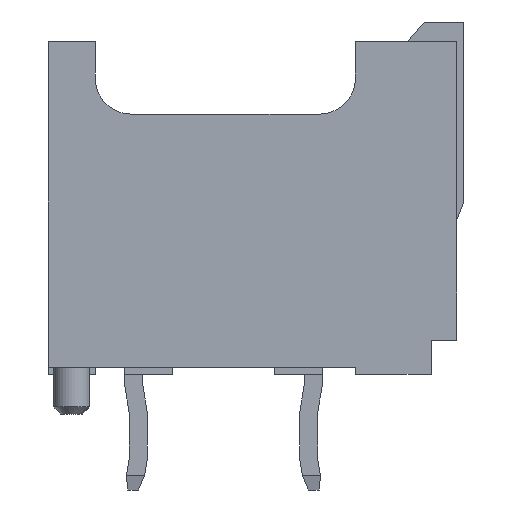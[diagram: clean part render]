
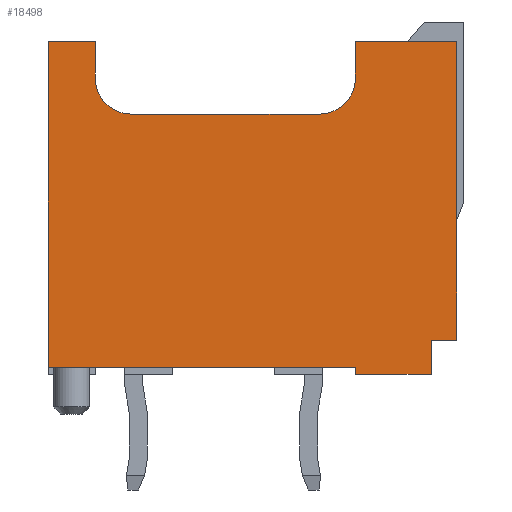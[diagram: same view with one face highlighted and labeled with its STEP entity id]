
A CAD part, left-side view. The second image highlights one B-rep face of the part: STEP entity #18498.
In plain terms, the highlighted face is planar.
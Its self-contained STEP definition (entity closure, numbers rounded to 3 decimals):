
#31=CIRCLE('',#19250,1.);
#32=CIRCLE('',#19251,1.);
#872=ORIENTED_EDGE('',*,*,#4370,.T.);
#873=ORIENTED_EDGE('',*,*,#4371,.T.);
#874=ORIENTED_EDGE('',*,*,#4340,.T.);
#875=ORIENTED_EDGE('',*,*,#4336,.F.);
#876=ORIENTED_EDGE('',*,*,#4372,.F.);
#877=ORIENTED_EDGE('',*,*,#4373,.F.);
#878=ORIENTED_EDGE('',*,*,#4374,.F.);
#879=ORIENTED_EDGE('',*,*,#4298,.F.);
#880=ORIENTED_EDGE('',*,*,#4375,.F.);
#881=ORIENTED_EDGE('',*,*,#4376,.F.);
#882=ORIENTED_EDGE('',*,*,#4377,.F.);
#883=ORIENTED_EDGE('',*,*,#4378,.F.);
#884=ORIENTED_EDGE('',*,*,#4379,.F.);
#885=ORIENTED_EDGE('',*,*,#4380,.F.);
#4298=EDGE_CURVE('',#6069,#6062,#7442,.T.);
#4336=EDGE_CURVE('',#6095,#6092,#7476,.T.);
#4340=EDGE_CURVE('',#6097,#6092,#7480,.T.);
#4370=EDGE_CURVE('',#6115,#6116,#7510,.T.);
#4371=EDGE_CURVE('',#6116,#6097,#7511,.T.);
#4372=EDGE_CURVE('',#6117,#6095,#7512,.T.);
#4373=EDGE_CURVE('',#6118,#6117,#7513,.T.);
#4374=EDGE_CURVE('',#6062,#6118,#7514,.T.);
#4375=EDGE_CURVE('',#6119,#6069,#7515,.T.);
#4376=EDGE_CURVE('',#6120,#6119,#31,.T.);
#4377=EDGE_CURVE('',#6121,#6120,#7516,.T.);
#4378=EDGE_CURVE('',#6122,#6121,#32,.T.);
#4379=EDGE_CURVE('',#6123,#6122,#7517,.T.);
#4380=EDGE_CURVE('',#6115,#6123,#7518,.T.);
#6062=VERTEX_POINT('',#24112);
#6069=VERTEX_POINT('',#24126);
#6092=VERTEX_POINT('',#24194);
#6095=VERTEX_POINT('',#24200);
#6097=VERTEX_POINT('',#24208);
#6115=VERTEX_POINT('',#24266);
#6116=VERTEX_POINT('',#24267);
#6117=VERTEX_POINT('',#24270);
#6118=VERTEX_POINT('',#24272);
#6119=VERTEX_POINT('',#24275);
#6120=VERTEX_POINT('',#24277);
#6121=VERTEX_POINT('',#24279);
#6122=VERTEX_POINT('',#24281);
#6123=VERTEX_POINT('',#24283);
#7442=LINE('',#24127,#9337);
#7476=LINE('',#24201,#9371);
#7480=LINE('',#24209,#9375);
#7510=LINE('',#24265,#9405);
#7511=LINE('',#24268,#9406);
#7512=LINE('',#24269,#9407);
#7513=LINE('',#24271,#9408);
#7514=LINE('',#24273,#9409);
#7515=LINE('',#24274,#9410);
#7516=LINE('',#24278,#9411);
#7517=LINE('',#24282,#9412);
#7518=LINE('',#24284,#9413);
#9337=VECTOR('',#20591,1000.);
#9371=VECTOR('',#20653,1000.);
#9375=VECTOR('',#20661,1000.);
#9405=VECTOR('',#20709,1000.);
#9406=VECTOR('',#20710,1000.);
#9407=VECTOR('',#20711,1000.);
#9408=VECTOR('',#20712,1000.);
#9409=VECTOR('',#20713,1000.);
#9410=VECTOR('',#20714,1000.);
#9411=VECTOR('',#20717,1000.);
#9412=VECTOR('',#20720,1000.);
#9413=VECTOR('',#20721,1000.);
#10979=EDGE_LOOP('',(#872,#873,#874,#875,#876,#877,#878,#879,#880,#881,
#882,#883,#884,#885));
#11789=FACE_BOUND('',#10979,.T.);
#12595=PLANE('',#19249);
#18498=ADVANCED_FACE('',(#11789),#12595,.T.);
#19249=AXIS2_PLACEMENT_3D('',#24264,#20707,#20708);
#19250=AXIS2_PLACEMENT_3D('',#24276,#20715,#20716);
#19251=AXIS2_PLACEMENT_3D('',#24280,#20718,#20719);
#20591=DIRECTION('',(0.,0.,1.));
#20653=DIRECTION('',(0.,0.,-1.));
#20661=DIRECTION('',(0.,1.,0.));
#20707=DIRECTION('',(1.,0.,0.));
#20708=DIRECTION('',(0.,0.,-1.));
#20709=DIRECTION('',(0.,1.,0.));
#20710=DIRECTION('',(0.,0.,1.));
#20711=DIRECTION('',(0.,1.,0.));
#20712=DIRECTION('',(0.,0.,-1.));
#20713=DIRECTION('',(0.,1.,0.));
#20714=DIRECTION('',(0.,-1.,0.));
#20715=DIRECTION('',(1.,0.,0.));
#20716=DIRECTION('',(0.,-1.,0.));
#20717=DIRECTION('',(0.,0.,1.));
#20718=DIRECTION('',(1.,0.,0.));
#20719=DIRECTION('',(0.,-1.,0.));
#20720=DIRECTION('',(0.,1.,0.));
#20721=DIRECTION('',(0.,0.,1.));
#24112=CARTESIAN_POINT('',(12.7,-4.325,5.55));
#24126=CARTESIAN_POINT('',(12.7,-4.325,2.75));
#24127=CARTESIAN_POINT('',(12.7,-4.325,5.75));
#24194=CARTESIAN_POINT('',(12.7,4.875,2.75));
#24200=CARTESIAN_POINT('',(12.7,4.875,4.85));
#24201=CARTESIAN_POINT('',(12.7,4.875,5.75));
#24208=CARTESIAN_POINT('',(12.7,4.675,2.75));
#24209=CARTESIAN_POINT('',(12.7,4.675,2.75));
#24264=CARTESIAN_POINT('',(12.7,-4.875,5.75));
#24265=CARTESIAN_POINT('',(12.7,-4.875,-5.75));
#24266=CARTESIAN_POINT('',(12.7,-4.325,-5.75));
#24267=CARTESIAN_POINT('',(12.7,4.675,-5.75));
#24268=CARTESIAN_POINT('',(12.7,4.675,-4.45));
#24269=CARTESIAN_POINT('',(12.7,3.925,4.85));
#24270=CARTESIAN_POINT('',(12.7,3.925,4.85));
#24271=CARTESIAN_POINT('',(12.7,3.925,5.55));
#24272=CARTESIAN_POINT('',(12.7,3.925,5.55));
#24273=CARTESIAN_POINT('',(12.7,0.625,5.55));
#24274=CARTESIAN_POINT('',(12.7,-3.325,2.75));
#24275=CARTESIAN_POINT('',(12.7,-3.325,2.75));
#24276=CARTESIAN_POINT('',(12.7,-3.325,1.75));
#24277=CARTESIAN_POINT('',(12.7,-2.325,1.75));
#24278=CARTESIAN_POINT('',(12.7,-2.325,-3.45));
#24279=CARTESIAN_POINT('',(12.7,-2.325,-3.45));
#24280=CARTESIAN_POINT('',(12.7,-3.325,-3.45));
#24281=CARTESIAN_POINT('',(12.7,-3.325,-4.45));
#24282=CARTESIAN_POINT('',(12.7,-4.325,-4.45));
#24283=CARTESIAN_POINT('',(12.7,-4.325,-4.45));
#24284=CARTESIAN_POINT('',(12.7,-4.325,-5.75));
